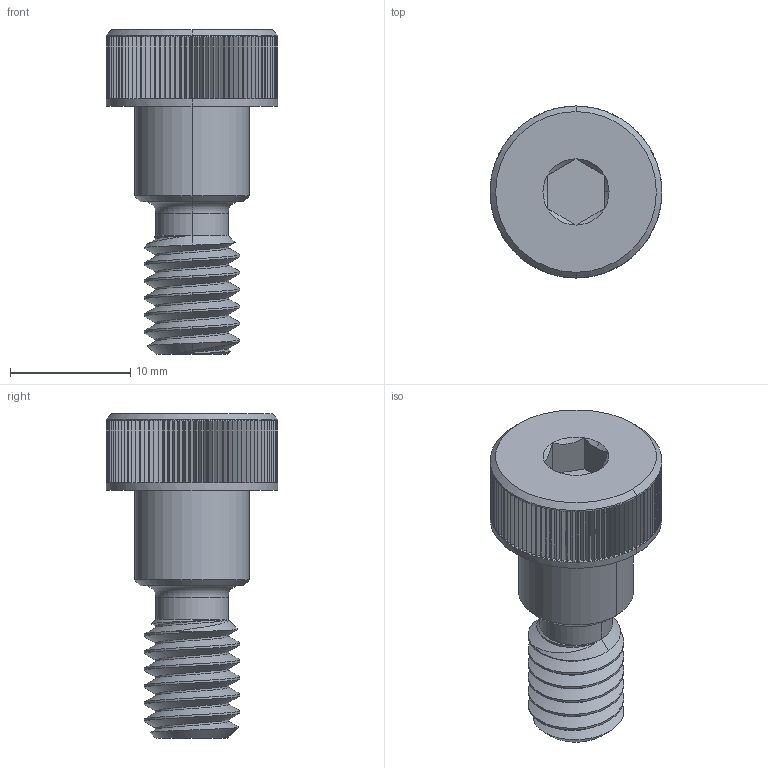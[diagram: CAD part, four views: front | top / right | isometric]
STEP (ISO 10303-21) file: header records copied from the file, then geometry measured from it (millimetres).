
FILE_DESCRIPTION (( 'STEP AP203' ), '1' );
FILE_NAME ('91259A176.STEP', '2018-01-19T20:36:02', ( '' ), ( '' ), 'SwSTEP 2.0', 'SolidWorks 2014', '' );
FILE_SCHEMA (( 'CONFIG_CONTROL_DESIGN' ));
Length unit declared in the file: inch
Products named in the file (1): 91259A176
Bounding box: 14.29 x 14.29 x 26.99 mm (x, y, z)
Volume: 1933.6 mm3; surface area: 1521.2 mm2
Topology: 1 solids, 1 shells, 446 faces, 1009 edges, 666 vertices
Faces by surface type: plane 407, cylinder 18, cone 16, bspline 3, torus 2
Entity records: 13977 total; most frequent: CARTESIAN_POINT 3744, DIRECTION 2083, ORIENTED_EDGE 2018, EDGE_CURVE 1009, VECTOR 733, LINE 733, AXIS2_PLACEMENT_3D 675, VERTEX_POINT 666
